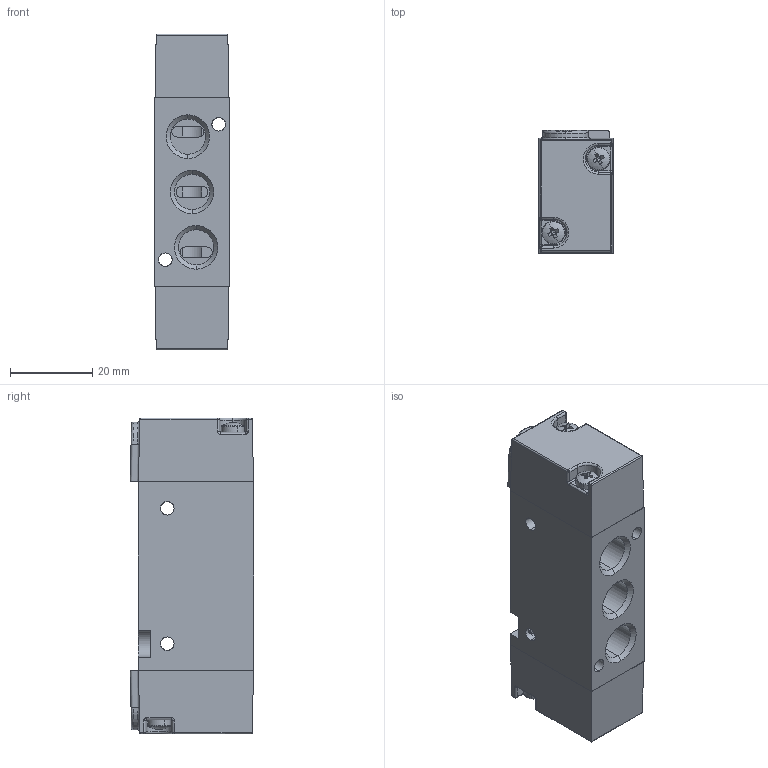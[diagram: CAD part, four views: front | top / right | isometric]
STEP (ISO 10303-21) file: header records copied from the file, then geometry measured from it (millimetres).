
FILE_DESCRIPTION (( 'STEP AP214' ), '1' );
FILE_NAME ('Janatics-DS254EE60.STEP', '2019-07-25T12:40:26', ( '' ), ( '' ), 'SwSTEP 2.0', 'SolidWorks 2019', '' );
FILE_SCHEMA (( 'AUTOMOTIVE_DESIGN' ));
Length unit declared in the file: millimetre
Products named in the file (1): Janatics-DS254EE60
Bounding box: 18.1 x 30.05 x 77 mm (x, y, z)
Volume: 28804.8 mm3; surface area: 14484.8 mm2
Topology: 1 solids, 3 shells, 483 faces, 1262 edges, 774 vertices
Faces by surface type: cylinder 202, plane 177, cone 44, torus 32, bspline 20, sphere 8
Entity records: 17929 total; most frequent: CARTESIAN_POINT 3658, DIRECTION 2598, ORIENTED_EDGE 2484, EDGE_CURVE 1242, AXIS2_PLACEMENT_3D 1028, VERTEX_POINT 774, CIRCLE 564, LINE 542
